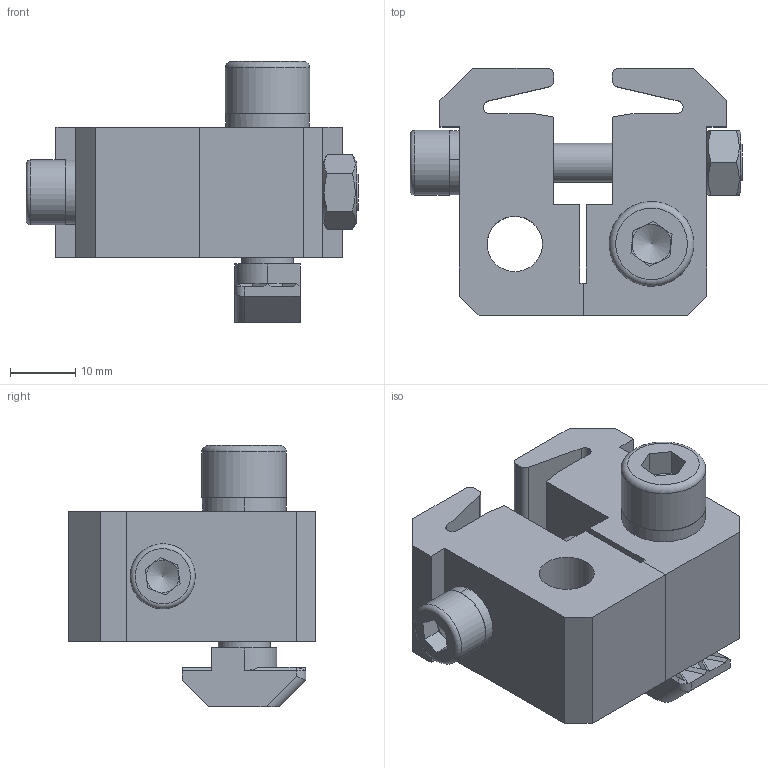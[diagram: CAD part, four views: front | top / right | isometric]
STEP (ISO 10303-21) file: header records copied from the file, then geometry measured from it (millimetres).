
FILE_DESCRIPTION(/* description */ ('Staffa doppia giunzione profilo scale'),/* implementation_level */ '2;1');
FILE_NAME(/* name */ 'CLS40B.stp',/* time_stamp */ '2022-07-11T15:07:14+02:00',/* author */ ('stefan.nesic'),/* organization */ ('Microsoft'),/* preprocessor_version */ 'ST-DEVELOPER v18.1',/* originating_system */ 'Autodesk Inventor 2021',/* authorisation */ '');
FILE_SCHEMA (('CONFIG_CONTROL_DESIGN'));
Length unit declared in the file: millimetre
Products named in the file (8): CLS40B; C_CLS40B_007; C_CLS40B_006; C_CLS40B_005; C_CLS40B_004; C_CLS40B_003; C_CLS40B_002; C_CLS40B_001
Assembly tree (8 placements, depth 2):
  CLS40B
    C_CLS40B_007  x2
    C_CLS40B_006
    C_CLS40B_005
    C_CLS40B_004
    C_CLS40B_003
    C_CLS40B_002
    C_CLS40B_001
Bounding box: 51 x 38 x 40.1 mm (x, y, z)
Volume: 26272.5 mm3; surface area: 13335.5 mm2
Topology: 8 solids, 8 shells, 168 faces, 411 edges, 261 vertices
Faces by surface type: plane 126, cylinder 30, cone 10, torus 2
Full cylindrical faces by diameter (mm): 4.917 x1, 6 x1, 6.2 x2, 6.8 x1, 8 x1, 8.5 x2, 10 x1, 13 x1
Entity records: 4527 total; most frequent: CARTESIAN_POINT 764, DIRECTION 745, ORIENTED_EDGE 692, EDGE_CURVE 346, AXIS2_PLACEMENT_3D 256, LINE 233, VECTOR 233, VERTEX_POINT 219
